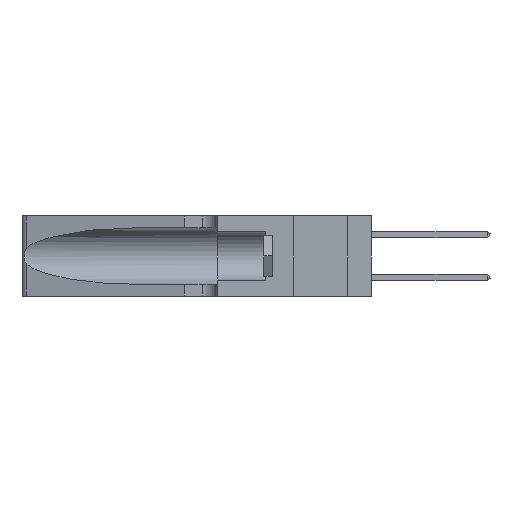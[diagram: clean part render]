
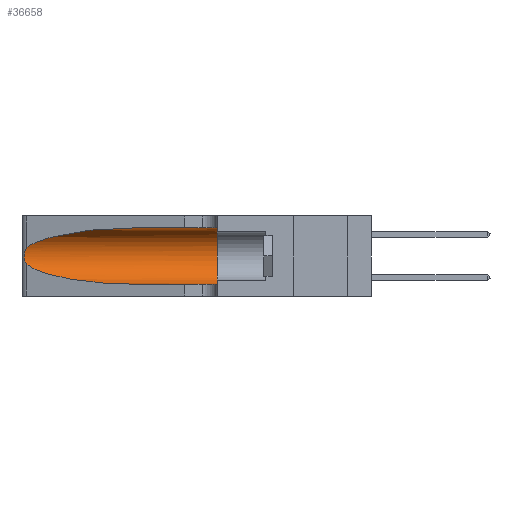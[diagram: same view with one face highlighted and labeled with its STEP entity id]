
A CAD part, left-side view. The second image highlights one B-rep face of the part: STEP entity #36658.
In plain terms, the highlighted cylindrical face has radius 3.308 mm (diameter 6.617 mm), a partial arc.
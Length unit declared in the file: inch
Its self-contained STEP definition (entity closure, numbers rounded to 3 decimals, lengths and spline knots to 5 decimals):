
#545 = CYLINDRICAL_SURFACE ( 'NONE', #7823, 0.13025 ) ;
#656 = CARTESIAN_POINT ( 'NONE',  ( 0.1305, 0.72297, 0.05475 ) ) ;
#846 = CARTESIAN_POINT ( 'NONE',  ( 0.25639, 1.23186, 0.15144 ) ) ;
#956 = DIRECTION ( 'NONE',  ( 0., 1., 0. ) ) ;
#2418 = CARTESIAN_POINT ( 'NONE',  ( 0.1305, 0.72297, 0.31525 ) ) ;
#2880 = VERTEX_POINT ( 'NONE', #17402 ) ;
#3475 = ORIENTED_EDGE ( 'NONE', *, *, #11307, .T. ) ;
#3976 = CARTESIAN_POINT ( 'NONE',  ( 0.1305, 1.61858, 0.185 ) ) ;
#4092 = CARTESIAN_POINT ( 'NONE',  ( 0.25487, 1.22718, 0.14631 ) ) ;
#5546 =( BOUNDED_CURVE ( )  B_SPLINE_CURVE ( 3, ( #12479, #31457, #15669, #36007 ),
 .UNSPECIFIED., .F., .F. ) 
 B_SPLINE_CURVE_WITH_KNOTS ( ( 4, 4 ),
 ( 3.44316, 4.71239 ),
 .UNSPECIFIED. ) 
 CURVE ( )  GEOMETRIC_REPRESENTATION_ITEM ( )  RATIONAL_B_SPLINE_CURVE ( ( 1., 0.87, 0.87, 1. ) ) 
 REPRESENTATION_ITEM ( '' )  );
#5587 = CARTESIAN_POINT ( 'NONE',  ( 0.1305, 0.35, 0.31525 ) ) ;
#5649 = CARTESIAN_POINT ( 'NONE',  ( 0.2373, 1.15595, 0.28018 ) ) ;
#6062 = CARTESIAN_POINT ( 'NONE',  ( 0.1305, 0.35, 0.05475 ) ) ;
#6151 = VERTEX_POINT ( 'NONE', #6062 ) ;
#7409 = EDGE_CURVE ( 'NONE', #23376, #6151, #23467, .T. ) ;
#7823 = AXIS2_PLACEMENT_3D ( 'NONE', #3976, #13487, #29402 ) ;
#10402 = CARTESIAN_POINT ( 'NONE',  ( 0.25854, 1.2359, 0.20912 ) ) ;
#10978 = LINE ( 'NONE', #15436, #26847 ) ;
#11113 = CARTESIAN_POINT ( 'NONE',  ( 0.25487, 1.22718, 0.14631 ) ) ;
#11307 = EDGE_CURVE ( 'NONE', #15643, #33583, #35032, .T. ) ;
#12479 = CARTESIAN_POINT ( 'NONE',  ( 0.25487, 1.22718, 0.14631 ) ) ;
#13487 = DIRECTION ( 'NONE',  ( 0., -1., 0. ) ) ;
#13600 = CARTESIAN_POINT ( 'NONE',  ( 0.26075, 1.23896, 0.19203 ) ) ;
#15020 = ORIENTED_EDGE ( 'NONE', *, *, #38365, .F. ) ;
#15436 = CARTESIAN_POINT ( 'NONE',  ( 0.1305, 1.61858, 0.31525 ) ) ;
#15643 = VERTEX_POINT ( 'NONE', #36544 ) ;
#15669 = CARTESIAN_POINT ( 'NONE',  ( 0.18966, 0.96281, 0.05475 ) ) ;
#15979 = VECTOR ( 'NONE', #37723, 39.37008 ) ;
#16041 = ORIENTED_EDGE ( 'NONE', *, *, #7409, .T. ) ;
#16780 = CARTESIAN_POINT ( 'NONE',  ( 0.26017, 1.23833, 0.17102 ) ) ;
#17167 = AXIS2_PLACEMENT_3D ( 'NONE', #20091, #956, #23315 ) ;
#17402 = CARTESIAN_POINT ( 'NONE',  ( 0.1305, 0.72297, 0.31525 ) ) ;
#17910 = VERTEX_POINT ( 'NONE', #5587 ) ;
#19985 = CARTESIAN_POINT ( 'NONE',  ( 0.25789, 1.23486, 0.15765 ) ) ;
#20091 = CARTESIAN_POINT ( 'NONE',  ( 0.1305, 0.35, 0.185 ) ) ;
#20355 =( BOUNDED_CURVE ( )  B_SPLINE_CURVE ( 3, ( #2418, #21556, #5649, #27887 ),
 .UNSPECIFIED., .F., .T. ) 
 B_SPLINE_CURVE_WITH_KNOTS ( ( 4, 4 ),
 ( 1.5708, 2.84003 ),
 .UNSPECIFIED. ) 
 CURVE ( )  GEOMETRIC_REPRESENTATION_ITEM ( )  RATIONAL_B_SPLINE_CURVE ( ( 1., 0.87, 0.87, 1. ) ) 
 REPRESENTATION_ITEM ( '' )  );
#20408 = ORIENTED_EDGE ( 'NONE', *, *, #22508, .T. ) ;
#21422 = ORIENTED_EDGE ( 'NONE', *, *, #29609, .T. ) ;
#21556 = CARTESIAN_POINT ( 'NONE',  ( 0.18966, 0.96281, 0.31525 ) ) ;
#22508 = EDGE_CURVE ( 'NONE', #2880, #15643, #20355, .T. ) ;
#23201 = CARTESIAN_POINT ( 'NONE',  ( 0.25555, 1.22993, 0.14849 ) ) ;
#23315 = DIRECTION ( 'NONE',  ( 0., 0., 1. ) ) ;
#23376 = VERTEX_POINT ( 'NONE', #656 ) ;
#23467 = LINE ( 'NONE', #34520, #15979 ) ;
#26228 = CARTESIAN_POINT ( 'NONE',  ( 0.25487, 1.22718, 0.22369 ) ) ;
#26847 = VECTOR ( 'NONE', #37576, 39.37008 ) ;
#27887 = CARTESIAN_POINT ( 'NONE',  ( 0.25487, 1.22718, 0.22369 ) ) ;
#27925 = EDGE_CURVE ( 'NONE', #17910, #6151, #40226, .T. ) ;
#29377 = CARTESIAN_POINT ( 'NONE',  ( 0.25787, 1.23484, 0.2124 ) ) ;
#29402 = DIRECTION ( 'NONE',  ( 0., 0., -1. ) ) ;
#29609 = EDGE_CURVE ( 'NONE', #33583, #23376, #5546, .T. ) ;
#31145 = ORIENTED_EDGE ( 'NONE', *, *, #27925, .F. ) ;
#31348 = EDGE_LOOP ( 'NONE', ( #20408, #3475, #21422, #16041, #31145, #15020 ) ) ;
#31457 = CARTESIAN_POINT ( 'NONE',  ( 0.2373, 1.15595, 0.08982 ) ) ;
#32551 = CARTESIAN_POINT ( 'NONE',  ( 0.26018, 1.23835, 0.19895 ) ) ;
#33583 = VERTEX_POINT ( 'NONE', #11113 ) ;
#34386 = FACE_OUTER_BOUND ( 'NONE', #31348, .T. ) ;
#34520 = CARTESIAN_POINT ( 'NONE',  ( 0.1305, 1.61858, 0.05475 ) ) ;
#35032 = B_SPLINE_CURVE_WITH_KNOTS ( 'NONE', 3,
 ( #26228, #38632, #35592, #29377, #10402, #32551, #13600, #35733, #16780, #38907, #19985, #846, #23201, #4092 ),
 .UNSPECIFIED., .F., .F.,
 ( 4, 2, 2, 2, 2, 2, 4 ),
 ( 0., 0.00027, 0.00053, 0.00107, 0.0016, 0.00187, 0.00214 ),
 .UNSPECIFIED. ) ;
#35592 = CARTESIAN_POINT ( 'NONE',  ( 0.25639, 1.23184, 0.21858 ) ) ;
#35733 = CARTESIAN_POINT ( 'NONE',  ( 0.26075, 1.23896, 0.178 ) ) ;
#36007 = CARTESIAN_POINT ( 'NONE',  ( 0.1305, 0.72297, 0.05475 ) ) ;
#36544 = CARTESIAN_POINT ( 'NONE',  ( 0.25487, 1.22718, 0.22369 ) ) ;
#36658 = ADVANCED_FACE ( 'NONE', ( #34386 ), #545, .F. ) ;
#37576 = DIRECTION ( 'NONE',  ( 0., -1., 0. ) ) ;
#37723 = DIRECTION ( 'NONE',  ( 0., -1., 0. ) ) ;
#38365 = EDGE_CURVE ( 'NONE', #2880, #17910, #10978, .T. ) ;
#38632 = CARTESIAN_POINT ( 'NONE',  ( 0.25555, 1.22994, 0.2215 ) ) ;
#38907 = CARTESIAN_POINT ( 'NONE',  ( 0.25856, 1.23593, 0.16098 ) ) ;
#40226 = CIRCLE ( 'NONE', #17167, 0.13025 ) ;
